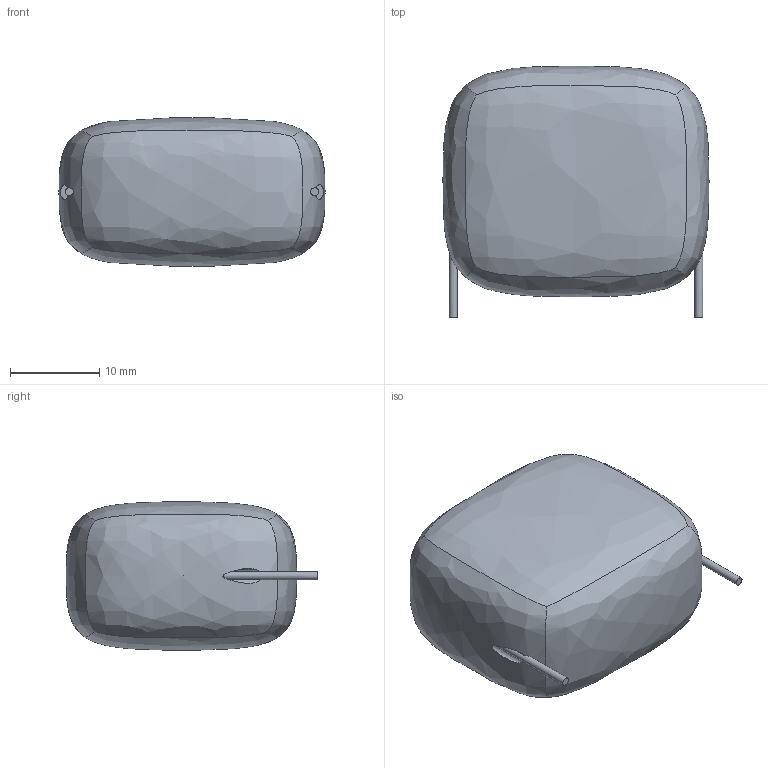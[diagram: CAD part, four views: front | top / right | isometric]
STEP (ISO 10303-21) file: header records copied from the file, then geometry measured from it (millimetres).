
FILE_DESCRIPTION(/* description */ (''),/* implementation_level */ '2;1');
FILE_NAME(/* name */ 'filmcap.step',/* time_stamp */ '2020-01-18T09:37:55+03:00',/* author */ (''),/* organization */ (''),/* preprocessor_version */ 'ST-DEVELOPER v18',/* originating_system */ 'Autodesk Translation Framework v8.12.0.6',/* authorisation */ '');
FILE_SCHEMA (('AUTOMOTIVE_DESIGN { 1 0 10303 214 3 1 1 }'));
Length unit declared in the file: millimetre
Products named in the file (1): filmcap2
Bounding box: 29.82 x 28.2 x 16.61 mm (x, y, z)
Volume: 10066.3 mm3; surface area: 2538 mm2
Topology: 1 solids, 1 shells, 16 faces, 40 edges, 28 vertices
Faces by surface type: bspline 8, plane 6, cylinder 2
Full cylindrical faces by diameter (mm): 0.9 x2
Entity records: 1781 total; most frequent: CARTESIAN_POINT 1391, ORIENTED_EDGE 80, DIRECTION 46, EDGE_CURVE 40, VERTEX_POINT 28, B_SPLINE_CURVE_WITH_KNOTS 23, AXIS2_PLACEMENT_3D 20, EDGE_LOOP 18
